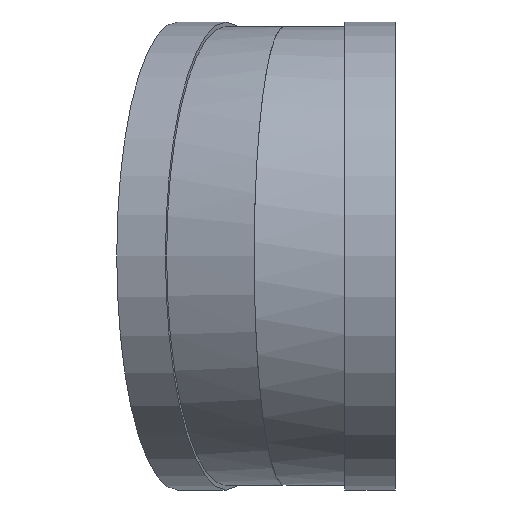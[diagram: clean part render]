
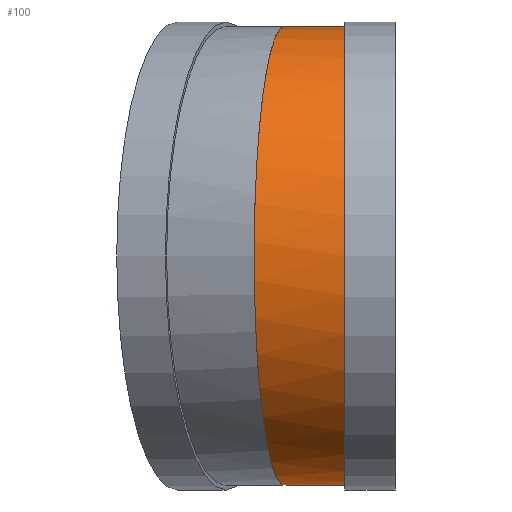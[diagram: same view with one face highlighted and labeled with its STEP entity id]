
A CAD part, left-side view. The second image highlights one B-rep face of the part: STEP entity #100.
In plain terms, the highlighted cylindrical face has radius 300 mm (diameter 600 mm), a full revolution.
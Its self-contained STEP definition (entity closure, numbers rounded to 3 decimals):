
#100 = ADVANCED_FACE( '', ( #186, #187 ), #188, .T. );
#186 = FACE_OUTER_BOUND( '', #264, .T. );
#187 = FACE_OUTER_BOUND( '', #265, .T. );
#188 = CYLINDRICAL_SURFACE( '', #266, 300. );
#264 = EDGE_LOOP( '', ( #348 ) );
#265 = EDGE_LOOP( '', ( #349 ) );
#266 = AXIS2_PLACEMENT_3D( '', #350, #351, #352 );
#348 = ORIENTED_EDGE( '', *, *, #401, .T. );
#349 = ORIENTED_EDGE( '', *, *, #405, .F. );
#350 = CARTESIAN_POINT( '', ( 0., 666., 0. ) );
#351 = DIRECTION( '', ( 0., 1., 0. ) );
#352 = DIRECTION( '', ( 0., 0., -1. ) );
#401 = EDGE_CURVE( '', #439, #439, #440, .T. );
#405 = EDGE_CURVE( '', #446, #446, #447, .T. );
#439 = VERTEX_POINT( '', #487 );
#440 = CIRCLE( '', #488, 300. );
#446 = VERTEX_POINT( '', #494 );
#447 = ELLIPSE( '', #495, 302.589, 300. );
#487 = CARTESIAN_POINT( '', ( 300., 66., 0. ) );
#488 = AXIS2_PLACEMENT_3D( '', #536, #537, #538 );
#494 = CARTESIAN_POINT( '', ( 300., 105.496, 0. ) );
#495 = AXIS2_PLACEMENT_3D( '', #545, #546, #547 );
#536 = CARTESIAN_POINT( '', ( 0., 66., 0. ) );
#537 = DIRECTION( '', ( 0., 1., 0. ) );
#538 = DIRECTION( '', ( 1., 0., 0. ) );
#545 = CARTESIAN_POINT( '', ( 0., 144.991, 0. ) );
#546 = DIRECTION( '', ( 0.131, 0.991, 0. ) );
#547 = DIRECTION( '', ( 0.991, -0.131, 0. ) );
